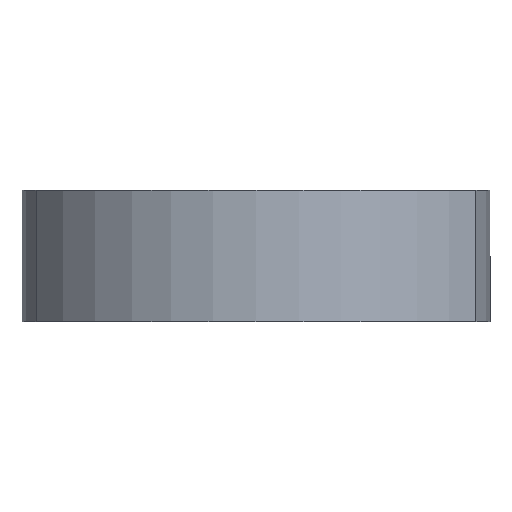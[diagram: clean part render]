
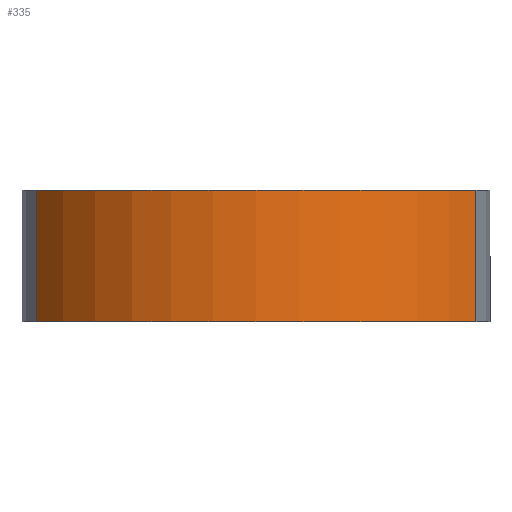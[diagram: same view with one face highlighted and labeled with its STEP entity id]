
A CAD part, left-side view. The second image highlights one B-rep face of the part: STEP entity #335.
In plain terms, the highlighted cylindrical face has radius 57 mm (diameter 114 mm), a partial arc.
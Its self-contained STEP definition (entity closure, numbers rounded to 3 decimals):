
#43=FACE_OUTER_BOUND('',#60,.T.);
#60=EDGE_LOOP('',(#258,#259,#260,#261));
#93=LINE('',#539,#116);
#94=LINE('',#545,#117);
#116=VECTOR('',#441,10.);
#117=VECTOR('',#448,10.);
#143=CIRCLE('',#369,57.);
#144=CIRCLE('',#370,57.);
#165=VERTEX_POINT('',#532);
#168=VERTEX_POINT('',#537);
#169=VERTEX_POINT('',#541);
#170=VERTEX_POINT('',#543);
#205=EDGE_CURVE('',#165,#168,#93,.T.);
#206=EDGE_CURVE('',#169,#165,#143,.T.);
#207=EDGE_CURVE('',#170,#168,#144,.T.);
#208=EDGE_CURVE('',#169,#170,#94,.T.);
#258=ORIENTED_EDGE('',*,*,#206,.T.);
#259=ORIENTED_EDGE('',*,*,#205,.T.);
#260=ORIENTED_EDGE('',*,*,#207,.F.);
#261=ORIENTED_EDGE('',*,*,#208,.F.);
#323=CYLINDRICAL_SURFACE('',#368,57.);
#335=ADVANCED_FACE('',(#43),#323,.T.);
#368=AXIS2_PLACEMENT_3D('',#540,#442,#443);
#369=AXIS2_PLACEMENT_3D('',#542,#444,#445);
#370=AXIS2_PLACEMENT_3D('',#544,#446,#447);
#441=DIRECTION('',(0.,0.,1.));
#442=DIRECTION('center_axis',(0.,0.,1.));
#443=DIRECTION('ref_axis',(-0.566,0.825,0.));
#444=DIRECTION('center_axis',(0.,0.,
1.));
#445=DIRECTION('ref_axis',(-0.566,0.825,0.));
#446=DIRECTION('center_axis',(0.,0.,
1.));
#447=DIRECTION('ref_axis',(-0.566,0.825,0.));
#448=DIRECTION('',(0.,0.,1.));
#532=CARTESIAN_POINT('',(-32.249,-47.,-43.523));
#537=CARTESIAN_POINT('',(-32.249,-47.,-15.523));
#539=CARTESIAN_POINT('',(-32.249,-47.,-43.523));
#540=CARTESIAN_POINT('Origin',(0.,0.,-43.523));
#541=CARTESIAN_POINT('',(-32.249,47.,-43.523));
#542=CARTESIAN_POINT('Origin',(0.,0.,-43.523));
#543=CARTESIAN_POINT('',(-32.249,47.,-15.523));
#544=CARTESIAN_POINT('Origin',(0.,0.,-15.523));
#545=CARTESIAN_POINT('',(-32.249,47.,-43.523));
